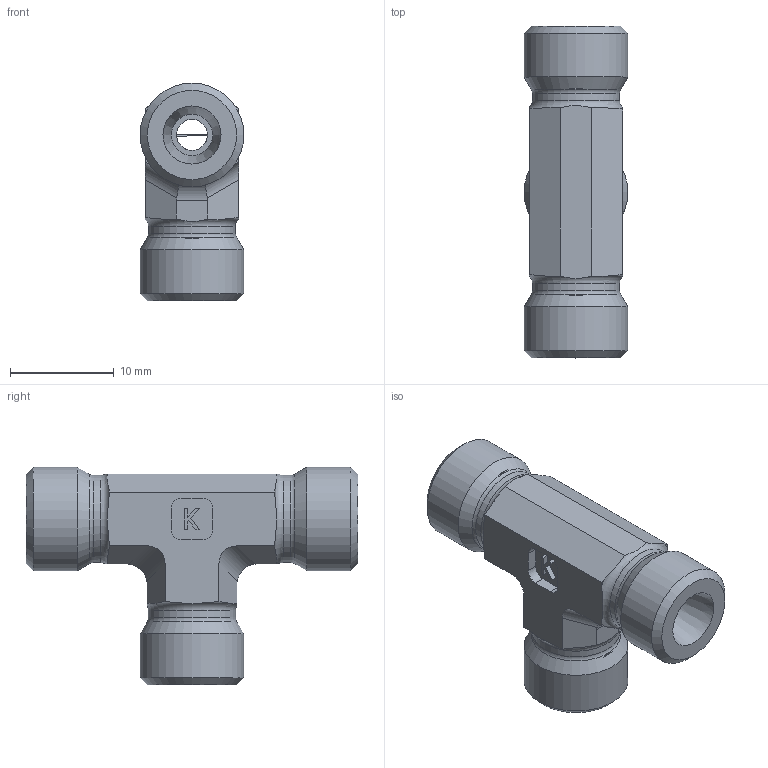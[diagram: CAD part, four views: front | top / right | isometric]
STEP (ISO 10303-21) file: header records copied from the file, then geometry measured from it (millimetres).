
FILE_DESCRIPTION((''),'2;1');
FILE_NAME('371041010.stp','2014-08-13T15:39:22',(''),('KNOMI spol. s r. o.'),'Autodesk Inventor 2012','Autodesk Inventor 2012','');
FILE_SCHEMA(('AUTOMOTIVE_DESIGN { 1 2 10303 214 0 1 1 1 }'));
Length unit declared in the file: millimetre
Products named in the file (1): TS2 Js03 3xM10x1
Bounding box: 10 x 32 x 21 mm (x, y, z)
Volume: 2587.8 mm3; surface area: 1966.4 mm2
Topology: 1 solids, 1 shells, 101 faces, 259 edges, 169 vertices
Faces by surface type: plane 65, cylinder 21, cone 9, torus 6
Full cylindrical faces by diameter (mm): 3 x2, 4 x3, 8.4 x3, 10 x3
Entity records: 2966 total; most frequent: CARTESIAN_POINT 672, DIRECTION 466, ORIENTED_EDGE 436, EDGE_CURVE 218, AXIS2_PLACEMENT_3D 176, VERTEX_POINT 156, EDGE_LOOP 142, VECTOR 114
